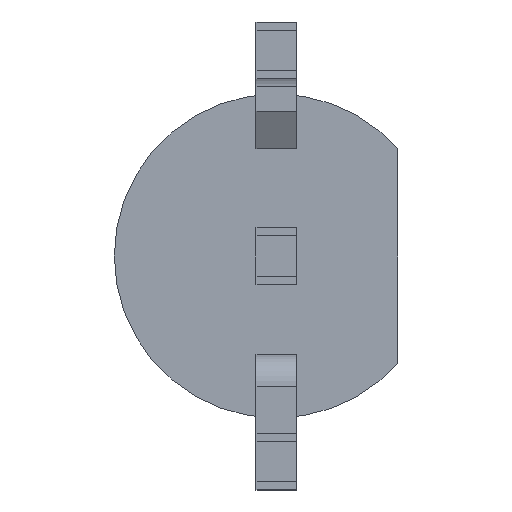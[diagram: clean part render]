
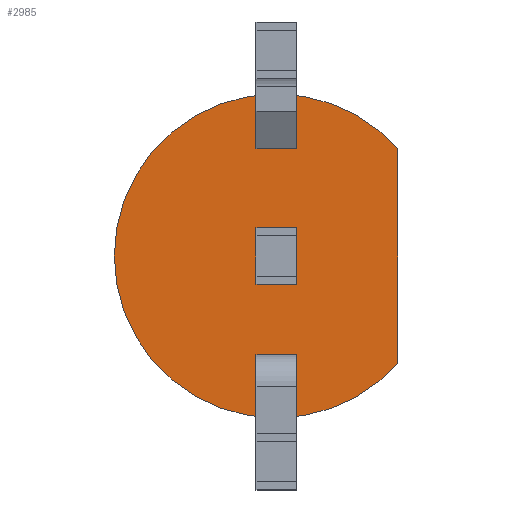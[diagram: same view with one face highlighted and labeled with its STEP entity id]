
A CAD part, front view. The second image highlights one B-rep face of the part: STEP entity #2985.
In plain terms, the highlighted planar face has unit normal (0, -1, 0).
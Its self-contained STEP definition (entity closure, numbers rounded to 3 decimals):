
#1056 = ORIENTED_EDGE ( 'NONE', *, *, #1688, .T. ) ;
#1116 = VERTEX_POINT ( 'NONE', #8526 ) ;
#1293 = VERTEX_POINT ( 'NONE', #9567 ) ;
#1294 = VERTEX_POINT ( 'NONE', #9564 ) ;
#1299 = EDGE_CURVE ( 'NONE', #1294, #1293, #9640, .T. ) ;
#1560 = VERTEX_POINT ( 'NONE', #11055 ) ;
#1564 = EDGE_CURVE ( 'NONE', #1560, #1570, #11045, .T. ) ;
#1570 = VERTEX_POINT ( 'NONE', #11074 ) ;
#1572 = EDGE_CURVE ( 'NONE', #1570, #1573, #11069, .T. ) ;
#1573 = VERTEX_POINT ( 'NONE', #11064 ) ;
#1688 = EDGE_CURVE ( 'NONE', #1116, #3068, #11375, .T. ) ;
#1689 = EDGE_LOOP ( 'NONE', ( #1690, #1691, #1692, #1693 ) ) ;
#1690 = ORIENTED_EDGE ( 'NONE', *, *, #3071, .T. ) ;
#1691 = ORIENTED_EDGE ( 'NONE', *, *, #1572, .F. ) ;
#1692 = ORIENTED_EDGE ( 'NONE', *, *, #1564, .F. ) ;
#1693 = ORIENTED_EDGE ( 'NONE', *, *, #2984, .F. ) ;
#2984 = EDGE_CURVE ( 'NONE', #3063, #1560, #16793, .T. ) ;
#2985 = ADVANCED_FACE ( 'NONE', ( #16794, #16846, #16845, #16844 ), #16890, .F. ) ;
#2987 = EDGE_CURVE ( 'NONE', #3037, #3055, #16889, .T. ) ;
#2988 = ORIENTED_EDGE ( 'NONE', *, *, #2989, .T. ) ;
#2989 = EDGE_CURVE ( 'NONE', #3055, #3070, #16881, .T. ) ;
#2990 = ORIENTED_EDGE ( 'NONE', *, *, #2991, .F. ) ;
#2991 = EDGE_CURVE ( 'NONE', #3056, #3070, #16877, .T. ) ;
#2992 = EDGE_LOOP ( 'NONE', ( #3073, #20768, #3058, #3060 ) ) ;
#2993 = EDGE_LOOP ( 'NONE', ( #3050, #3054, #2988, #2990 ) ) ;
#3037 = VERTEX_POINT ( 'NONE', #16956 ) ;
#3039 = ORIENTED_EDGE ( 'NONE', *, *, #3040, .F. ) ;
#3040 = EDGE_CURVE ( 'NONE', #3041, #3067, #17013, .T. ) ;
#3041 = VERTEX_POINT ( 'NONE', #17009 ) ;
#3042 = ORIENTED_EDGE ( 'NONE', *, *, #3043, .T. ) ;
#3043 = EDGE_CURVE ( 'NONE', #3041, #1116, #17008, .T. ) ;
#3050 = ORIENTED_EDGE ( 'NONE', *, *, #3052, .F. ) ;
#3052 = EDGE_CURVE ( 'NONE', #3037, #3056, #17033, .T. ) ;
#3054 = ORIENTED_EDGE ( 'NONE', *, *, #2987, .T. ) ;
#3055 = VERTEX_POINT ( 'NONE', #17060 ) ;
#3056 = VERTEX_POINT ( 'NONE', #17059 ) ;
#3058 = ORIENTED_EDGE ( 'NONE', *, *, #3059, .T. ) ;
#3059 = EDGE_CURVE ( 'NONE', #1293, #20771, #17058, .T. ) ;
#3060 = ORIENTED_EDGE ( 'NONE', *, *, #3061, .F. ) ;
#3061 = EDGE_CURVE ( 'NONE', #20773, #20771, #17054, .T. ) ;
#3062 = EDGE_LOOP ( 'NONE', ( #3065, #3039, #3042, #1056 ) ) ;
#3063 = VERTEX_POINT ( 'NONE', #17049 ) ;
#3065 = ORIENTED_EDGE ( 'NONE', *, *, #3066, .F. ) ;
#3066 = EDGE_CURVE ( 'NONE', #3067, #3068, #17071, .T. ) ;
#3067 = VERTEX_POINT ( 'NONE', #17067 ) ;
#3068 = VERTEX_POINT ( 'NONE', #17066 ) ;
#3070 = VERTEX_POINT ( 'NONE', #17065 ) ;
#3071 = EDGE_CURVE ( 'NONE', #3063, #1573, #17064, .T. ) ;
#3073 = ORIENTED_EDGE ( 'NONE', *, *, #3074, .F. ) ;
#3074 = EDGE_CURVE ( 'NONE', #1294, #20773, #17126, .T. ) ;
#8526 = CARTESIAN_POINT ( 'NONE',  ( -0.25, 0., 1.323 ) ) ;
#9564 = CARTESIAN_POINT ( 'NONE',  ( 0.25, 0., 0.25 ) ) ;
#9567 = CARTESIAN_POINT ( 'NONE',  ( 0.25, 0., -0.25 ) ) ;
#9634 = DIRECTION ( 'NONE',  ( 0., 0., -1. ) ) ;
#9636 = VECTOR ( 'NONE', #9634, 1000. ) ;
#9638 = CARTESIAN_POINT ( 'NONE',  ( 0.25, 0., -24.451 ) ) ;
#9640 = LINE ( 'NONE', #9638, #9636 ) ;
#11041 = DIRECTION ( 'NONE',  ( 0., 0., 1. ) ) ;
#11042 = DIRECTION ( 'NONE',  ( 0., 1., 0. ) ) ;
#11043 = CARTESIAN_POINT ( 'NONE',  ( 0., 0., 0. ) ) ;
#11044 = AXIS2_PLACEMENT_3D ( 'NONE', #11043, #11042, #11041 ) ;
#11045 = CIRCLE ( 'NONE', #11044, 2. ) ;
#11055 = CARTESIAN_POINT ( 'NONE',  ( 0., 0., -2. ) ) ;
#11064 = CARTESIAN_POINT ( 'NONE',  ( 1.5, 0., 1.323 ) ) ;
#11065 = DIRECTION ( 'NONE',  ( 0., 0., 1. ) ) ;
#11066 = DIRECTION ( 'NONE',  ( 0., 1., 0. ) ) ;
#11067 = CARTESIAN_POINT ( 'NONE',  ( 0., 0., 0. ) ) ;
#11068 = AXIS2_PLACEMENT_3D ( 'NONE', #11067, #11066, #11065 ) ;
#11069 = CIRCLE ( 'NONE', #11068, 2. ) ;
#11074 = CARTESIAN_POINT ( 'NONE',  ( 0., 0., 2. ) ) ;
#11372 = DIRECTION ( 'NONE',  ( 0., 0., 1. ) ) ;
#11373 = VECTOR ( 'NONE', #11372, 1000. ) ;
#11374 = CARTESIAN_POINT ( 'NONE',  ( -0.25, 0., -24.451 ) ) ;
#11375 = LINE ( 'NONE', #11374, #11373 ) ;
#16791 = DIRECTION ( 'NONE',  ( 0., 1., 0. ) ) ;
#16792 = AXIS2_PLACEMENT_3D ( 'NONE', #16832, #16791, #16847 ) ;
#16793 = CIRCLE ( 'NONE', #16792, 2. ) ;
#16794 = FACE_BOUND ( 'NONE', #2993, .T. ) ;
#16832 = CARTESIAN_POINT ( 'NONE',  ( 0., 0., 0. ) ) ;
#16844 = FACE_OUTER_BOUND ( 'NONE', #1689, .T. ) ;
#16845 = FACE_BOUND ( 'NONE', #3062, .T. ) ;
#16846 = FACE_BOUND ( 'NONE', #2992, .T. ) ;
#16847 = DIRECTION ( 'NONE',  ( 0., 0., 1. ) ) ;
#16874 = DIRECTION ( 'NONE',  ( 0., 0., -1. ) ) ;
#16875 = VECTOR ( 'NONE', #16874, 1000. ) ;
#16876 = CARTESIAN_POINT ( 'NONE',  ( -0.25, 0., -24.451 ) ) ;
#16877 = LINE ( 'NONE', #16876, #16875 ) ;
#16878 = DIRECTION ( 'NONE',  ( -1., 0., 0. ) ) ;
#16879 = VECTOR ( 'NONE', #16878, 1000. ) ;
#16880 = CARTESIAN_POINT ( 'NONE',  ( 0.25, 0., -1.717 ) ) ;
#16881 = LINE ( 'NONE', #16880, #16879 ) ;
#16882 = DIRECTION ( 'NONE',  ( 0., 0., -1. ) ) ;
#16883 = VECTOR ( 'NONE', #16882, 1000. ) ;
#16884 = CARTESIAN_POINT ( 'NONE',  ( 0.25, 0., -24.451 ) ) ;
#16885 = DIRECTION ( 'NONE',  ( 0., 0., 1. ) ) ;
#16886 = DIRECTION ( 'NONE',  ( 0., 1., 0. ) ) ;
#16887 = CARTESIAN_POINT ( 'NONE',  ( -4.541, 0., 0. ) ) ;
#16888 = AXIS2_PLACEMENT_3D ( 'NONE', #16887, #16886, #16885 ) ;
#16889 = LINE ( 'NONE', #16884, #16883 ) ;
#16890 = PLANE ( 'NONE',  #16888 ) ;
#16956 = CARTESIAN_POINT ( 'NONE',  ( 0.25, 0., -1.217 ) ) ;
#17005 = DIRECTION ( 'NONE',  ( -1., 0., 0. ) ) ;
#17006 = VECTOR ( 'NONE', #17005, 1000. ) ;
#17007 = CARTESIAN_POINT ( 'NONE',  ( 0.25, 0., 1.323 ) ) ;
#17008 = LINE ( 'NONE', #17007, #17006 ) ;
#17009 = CARTESIAN_POINT ( 'NONE',  ( 0.25, 0., 1.323 ) ) ;
#17010 = DIRECTION ( 'NONE',  ( 0., 0., 1. ) ) ;
#17011 = VECTOR ( 'NONE', #17010, 1000. ) ;
#17012 = CARTESIAN_POINT ( 'NONE',  ( 0.25, 0., -24.451 ) ) ;
#17013 = LINE ( 'NONE', #17012, #17011 ) ;
#17029 = DIRECTION ( 'NONE',  ( -1., 0., 0. ) ) ;
#17030 = VECTOR ( 'NONE', #17029, 1000. ) ;
#17031 = CARTESIAN_POINT ( 'NONE',  ( 0.25, 0., -1.217 ) ) ;
#17033 = LINE ( 'NONE', #17031, #17030 ) ;
#17049 = CARTESIAN_POINT ( 'NONE',  ( 1.5, 0., -1.323 ) ) ;
#17050 = DIRECTION ( 'NONE',  ( 0., 0., -1. ) ) ;
#17052 = VECTOR ( 'NONE', #17050, 1000. ) ;
#17053 = CARTESIAN_POINT ( 'NONE',  ( -0.25, 0., -24.451 ) ) ;
#17054 = LINE ( 'NONE', #17053, #17052 ) ;
#17055 = DIRECTION ( 'NONE',  ( -1., 0., 0. ) ) ;
#17056 = VECTOR ( 'NONE', #17055, 1000. ) ;
#17057 = CARTESIAN_POINT ( 'NONE',  ( 0.25, 0., -0.25 ) ) ;
#17058 = LINE ( 'NONE', #17057, #17056 ) ;
#17059 = CARTESIAN_POINT ( 'NONE',  ( -0.25, 0., -1.217 ) ) ;
#17060 = CARTESIAN_POINT ( 'NONE',  ( 0.25, 0., -1.717 ) ) ;
#17061 = DIRECTION ( 'NONE',  ( 0., 0., 1. ) ) ;
#17062 = VECTOR ( 'NONE', #17061, 1000. ) ;
#17063 = CARTESIAN_POINT ( 'NONE',  ( 1.5, 0., 0. ) ) ;
#17064 = LINE ( 'NONE', #17063, #17062 ) ;
#17065 = CARTESIAN_POINT ( 'NONE',  ( -0.25, 0., -1.717 ) ) ;
#17066 = CARTESIAN_POINT ( 'NONE',  ( -0.25, 0., 1.823 ) ) ;
#17067 = CARTESIAN_POINT ( 'NONE',  ( 0.25, 0., 1.823 ) ) ;
#17068 = DIRECTION ( 'NONE',  ( -1., 0., 0. ) ) ;
#17069 = VECTOR ( 'NONE', #17068, 1000. ) ;
#17070 = CARTESIAN_POINT ( 'NONE',  ( 0.25, 0., 1.823 ) ) ;
#17071 = LINE ( 'NONE', #17070, #17069 ) ;
#17123 = DIRECTION ( 'NONE',  ( -1., 0., 0. ) ) ;
#17124 = VECTOR ( 'NONE', #17123, 1000. ) ;
#17125 = CARTESIAN_POINT ( 'NONE',  ( 0.25, 0., 0.25 ) ) ;
#17126 = LINE ( 'NONE', #17125, #17124 ) ;
#19983 = CARTESIAN_POINT ( 'NONE',  ( -0.25, 0., 0.25 ) ) ;
#19985 = CARTESIAN_POINT ( 'NONE',  ( -0.25, 0., -0.25 ) ) ;
#20768 = ORIENTED_EDGE ( 'NONE', *, *, #1299, .T. ) ;
#20771 = VERTEX_POINT ( 'NONE', #19985 ) ;
#20773 = VERTEX_POINT ( 'NONE', #19983 ) ;
